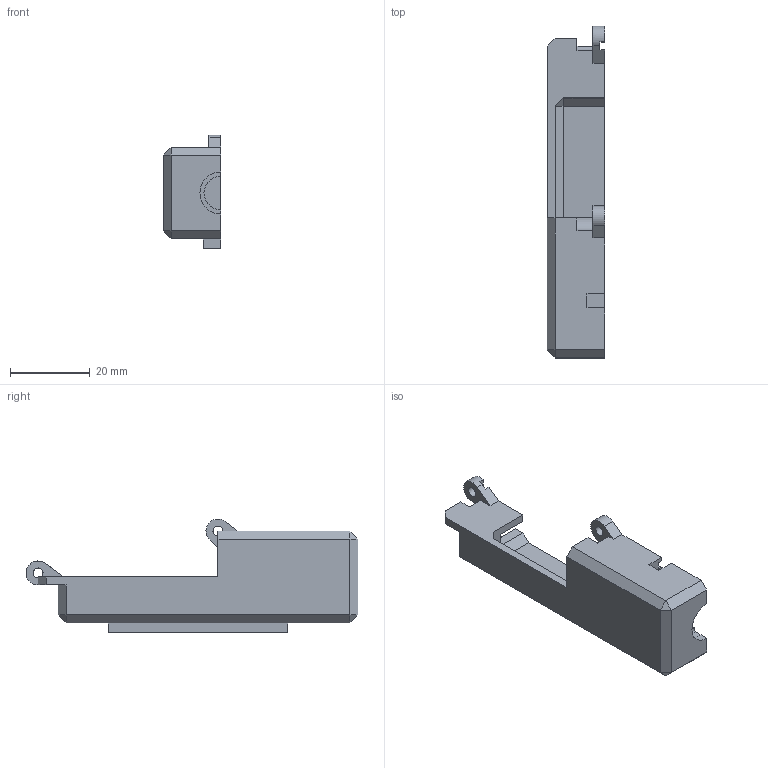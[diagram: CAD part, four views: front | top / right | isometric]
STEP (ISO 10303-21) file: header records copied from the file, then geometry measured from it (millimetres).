
FILE_DESCRIPTION(/* description */ ('STEP AP242','CAx-IF Rec.Pracs.---Representation and Presentation of Product Manufacturing Information (PMI)---4.0---2014-10-13','CAx-IF Rec.Pracs.---3D Tessellated Geometry---0.4---2014-09-14','2;1'),/* implementation_level */ '2;1');
FILE_NAME(/* name */ '63546b2861b3bd41bf54b0c2',/* time_stamp */ '2022-10-22T22:14:01+00:00',/* author */ (''),/* organization */ (''),/* preprocessor_version */ 'ST-DEVELOPER v18.102',/* originating_system */ ' ',/* authorisation */ ' ');
FILE_SCHEMA (('AP242_MANAGED_MODEL_BASED_3D_ENGINEERING_MIM_LF { 1 0 10303 442 1 1 4 }'));
Length unit declared in the file: metre
Products named in the file (1): Part 1
Bounding box: 14.5 x 83 x 28.5 mm (x, y, z)
Volume: 10311.9 mm3; surface area: 7331.3 mm2
Topology: 1 solids, 1 shells, 140 faces, 388 edges, 250 vertices
Faces by surface type: plane 123, cylinder 17
Full cylindrical faces by diameter (mm): 1.9 x1, 2 x3, 2.5 x2, 3 x1
Entity records: 4344 total; most frequent: CARTESIAN_POINT 764, ORIENTED_EDGE 754, DIRECTION 700, EDGE_CURVE 377, LINE 336, VECTOR 336, VERTEX_POINT 246, AXIS2_PLACEMENT_3D 182
